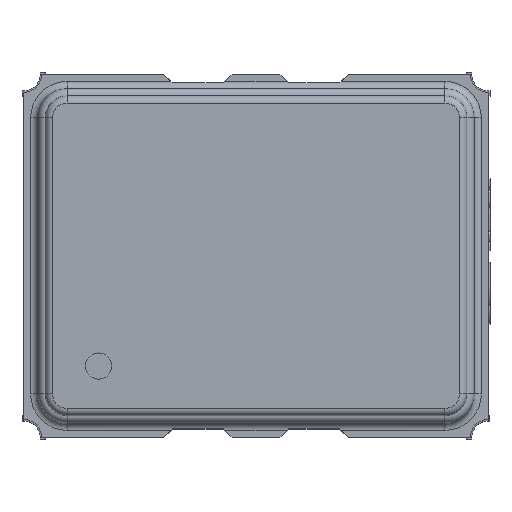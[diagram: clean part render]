
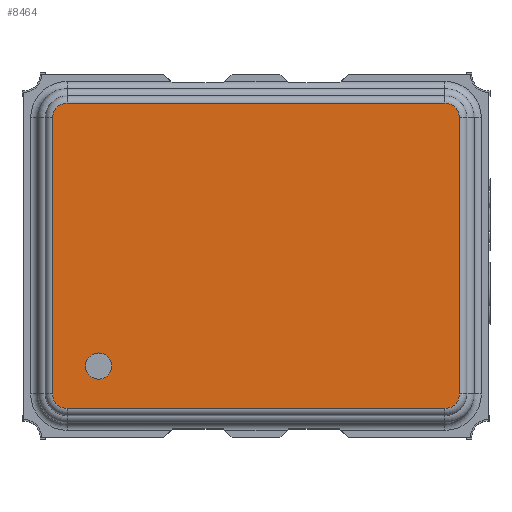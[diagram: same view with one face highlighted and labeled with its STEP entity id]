
A CAD part, top view. The second image highlights one B-rep face of the part: STEP entity #8464.
In plain terms, the highlighted planar face has unit normal (0, 0, 1).
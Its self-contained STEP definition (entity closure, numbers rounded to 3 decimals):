
#42 = EDGE_CURVE ( 'NONE', #10097, #6645, #7185, .T. ) ;
#117 = EDGE_CURVE ( 'NONE', #3762, #4756, #482, .T. ) ;
#124 = DIRECTION ( 'NONE',  ( 0., 0., 1. ) ) ;
#364 = LINE ( 'NONE', #6860, #686 ) ;
#482 = CIRCLE ( 'NONE', #5123, 0.09 ) ;
#686 = VECTOR ( 'NONE', #2736, 1000. ) ;
#793 = LINE ( 'NONE', #11476, #5200 ) ;
#834 = EDGE_CURVE ( 'NONE', #8747, #11075, #793, .T. ) ;
#1106 = CARTESIAN_POINT ( 'NONE',  ( -1.3, 1.05, 0.9 ) ) ;
#1165 = DIRECTION ( 'NONE',  ( 0., 0., 1. ) ) ;
#1702 = ORIENTED_EDGE ( 'NONE', *, *, #4818, .T. ) ;
#2178 = CARTESIAN_POINT ( 'NONE',  ( -1.3, 0.95, 0.9 ) ) ;
#2545 = PLANE ( 'NONE',  #10439 ) ;
#2736 = DIRECTION ( 'NONE',  ( 1., 0., 0. ) ) ;
#2815 = CARTESIAN_POINT ( 'NONE',  ( 1.3, -0.95, 0.9 ) ) ;
#2958 = AXIS2_PLACEMENT_3D ( 'NONE', #2178, #1165, #4820 ) ;
#3083 = EDGE_CURVE ( 'NONE', #6645, #8747, #3246, .T. ) ;
#3246 = CIRCLE ( 'NONE', #2958, 0.1 ) ;
#3580 = CARTESIAN_POINT ( 'NONE',  ( -1.3, -1.05, 0.9 ) ) ;
#3661 = DIRECTION ( 'NONE',  ( 1., 0., 0. ) ) ;
#3762 = VERTEX_POINT ( 'NONE', #12305 ) ;
#3766 = CIRCLE ( 'NONE', #7600, 0.1 ) ;
#3862 = CARTESIAN_POINT ( 'NONE',  ( 1.3, 0.95, 0.9 ) ) ;
#4058 = ORIENTED_EDGE ( 'NONE', *, *, #16573, .T. ) ;
#4210 = CARTESIAN_POINT ( 'NONE',  ( -1.083, -0.758, 0.9 ) ) ;
#4524 = CARTESIAN_POINT ( 'NONE',  ( -1.3, 1.05, 0.9 ) ) ;
#4756 = VERTEX_POINT ( 'NONE', #8270 ) ;
#4818 = EDGE_CURVE ( 'NONE', #9270, #12429, #6549, .T. ) ;
#4820 = DIRECTION ( 'NONE',  ( 1., 0., 0. ) ) ;
#4881 = DIRECTION ( 'NONE',  ( 0., -1., 0. ) ) ;
#5123 = AXIS2_PLACEMENT_3D ( 'NONE', #6083, #13808, #3661 ) ;
#5158 = CARTESIAN_POINT ( 'NONE',  ( 1.4, 0.95, 0.9 ) ) ;
#5200 = VECTOR ( 'NONE', #4881, 1000. ) ;
#5274 = CIRCLE ( 'NONE', #8528, 0.1 ) ;
#5440 = VERTEX_POINT ( 'NONE', #5158 ) ;
#5557 = EDGE_CURVE ( 'NONE', #5649, #9270, #364, .T. ) ;
#5649 = VERTEX_POINT ( 'NONE', #3580 ) ;
#5966 = AXIS2_PLACEMENT_3D ( 'NONE', #4210, #14983, #9417 ) ;
#6083 = CARTESIAN_POINT ( 'NONE',  ( -1.083, -0.758, 0.9 ) ) ;
#6495 = FACE_BOUND ( 'NONE', #11382, .T. ) ;
#6549 = CIRCLE ( 'NONE', #8984, 0.1 ) ;
#6583 = DIRECTION ( 'NONE',  ( 0., 0., 1. ) ) ;
#6615 = DIRECTION ( 'NONE',  ( 1., 0., 0. ) ) ;
#6645 = VERTEX_POINT ( 'NONE', #1106 ) ;
#6860 = CARTESIAN_POINT ( 'NONE',  ( 1.3, -1.05, 0.9 ) ) ;
#7016 = EDGE_CURVE ( 'NONE', #4756, #3762, #12821, .T. ) ;
#7185 = LINE ( 'NONE', #4524, #9198 ) ;
#7213 = EDGE_CURVE ( 'NONE', #5440, #10097, #3766, .T. ) ;
#7455 = CARTESIAN_POINT ( 'NONE',  ( 1.4, 0.95, 0.9 ) ) ;
#7506 = CARTESIAN_POINT ( 'NONE',  ( 1.3, -1.05, 0.9 ) ) ;
#7600 = AXIS2_PLACEMENT_3D ( 'NONE', #3862, #11759, #13148 ) ;
#8148 = DIRECTION ( 'NONE',  ( -1., 0., 0. ) ) ;
#8270 = CARTESIAN_POINT ( 'NONE',  ( -1.173, -0.758, 0.9 ) ) ;
#8311 = ORIENTED_EDGE ( 'NONE', *, *, #7016, .F. ) ;
#8384 = ORIENTED_EDGE ( 'NONE', *, *, #5557, .T. ) ;
#8464 = ADVANCED_FACE ( 'NONE', ( #6495, #11724 ), #2545, .T. ) ;
#8528 = AXIS2_PLACEMENT_3D ( 'NONE', #11073, #11248, #9926 ) ;
#8747 = VERTEX_POINT ( 'NONE', #14537 ) ;
#8984 = AXIS2_PLACEMENT_3D ( 'NONE', #2815, #124, #6615 ) ;
#9198 = VECTOR ( 'NONE', #8148, 1000. ) ;
#9270 = VERTEX_POINT ( 'NONE', #7506 ) ;
#9417 = DIRECTION ( 'NONE',  ( 1., 0., 0. ) ) ;
#9926 = DIRECTION ( 'NONE',  ( 1., 0., 0. ) ) ;
#10038 = ORIENTED_EDGE ( 'NONE', *, *, #42, .T. ) ;
#10097 = VERTEX_POINT ( 'NONE', #16234 ) ;
#10439 = AXIS2_PLACEMENT_3D ( 'NONE', #13112, #6583, #10497 ) ;
#10485 = ORIENTED_EDGE ( 'NONE', *, *, #117, .F. ) ;
#10497 = DIRECTION ( 'NONE',  ( 1., 0., 0. ) ) ;
#10658 = ORIENTED_EDGE ( 'NONE', *, *, #7213, .T. ) ;
#11073 = CARTESIAN_POINT ( 'NONE',  ( -1.3, -0.95, 0.9 ) ) ;
#11075 = VERTEX_POINT ( 'NONE', #13971 ) ;
#11248 = DIRECTION ( 'NONE',  ( 0., 0., 1. ) ) ;
#11382 = EDGE_LOOP ( 'NONE', ( #10485, #8311 ) ) ;
#11476 = CARTESIAN_POINT ( 'NONE',  ( -1.4, -0.95, 0.9 ) ) ;
#11606 = EDGE_CURVE ( 'NONE', #12429, #5440, #12525, .T. ) ;
#11719 = EDGE_LOOP ( 'NONE', ( #4058, #8384, #1702, #13568, #10658, #10038, #13479, #13265 ) ) ;
#11724 = FACE_OUTER_BOUND ( 'NONE', #11719, .T. ) ;
#11759 = DIRECTION ( 'NONE',  ( 0., 0., 1. ) ) ;
#12305 = CARTESIAN_POINT ( 'NONE',  ( -0.993, -0.758, 0.9 ) ) ;
#12429 = VERTEX_POINT ( 'NONE', #16545 ) ;
#12525 = LINE ( 'NONE', #7455, #15073 ) ;
#12821 = CIRCLE ( 'NONE', #5966, 0.09 ) ;
#13112 = CARTESIAN_POINT ( 'NONE',  ( 1.3, -0.95, 0.9 ) ) ;
#13148 = DIRECTION ( 'NONE',  ( 1., 0., 0. ) ) ;
#13265 = ORIENTED_EDGE ( 'NONE', *, *, #834, .T. ) ;
#13479 = ORIENTED_EDGE ( 'NONE', *, *, #3083, .T. ) ;
#13568 = ORIENTED_EDGE ( 'NONE', *, *, #11606, .T. ) ;
#13808 = DIRECTION ( 'NONE',  ( 0., 0., 1. ) ) ;
#13971 = CARTESIAN_POINT ( 'NONE',  ( -1.4, -0.95, 0.9 ) ) ;
#13988 = DIRECTION ( 'NONE',  ( 0., 1., 0. ) ) ;
#14537 = CARTESIAN_POINT ( 'NONE',  ( -1.4, 0.95, 0.9 ) ) ;
#14983 = DIRECTION ( 'NONE',  ( 0., 0., 1. ) ) ;
#15073 = VECTOR ( 'NONE', #13988, 1000. ) ;
#16234 = CARTESIAN_POINT ( 'NONE',  ( 1.3, 1.05, 0.9 ) ) ;
#16545 = CARTESIAN_POINT ( 'NONE',  ( 1.4, -0.95, 0.9 ) ) ;
#16573 = EDGE_CURVE ( 'NONE', #11075, #5649, #5274, .T. ) ;
